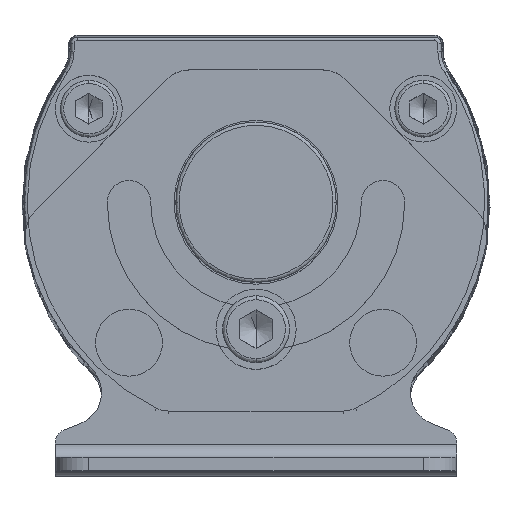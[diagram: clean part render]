
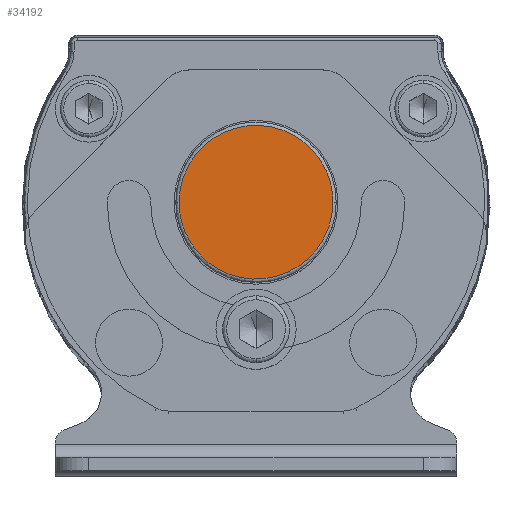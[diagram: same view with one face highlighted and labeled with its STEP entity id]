
A CAD part, top view. The second image highlights one B-rep face of the part: STEP entity #34192.
In plain terms, the highlighted planar face has unit normal (0, 0, 1).
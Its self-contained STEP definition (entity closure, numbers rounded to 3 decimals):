
#245 =( BOUNDED_CURVE ( )  B_SPLINE_CURVE ( 3, ( #11393, #8929, #21091, #23936 ),
 .UNSPECIFIED., .F., .T. ) 
 B_SPLINE_CURVE_WITH_KNOTS ( ( 4, 4 ),
 ( 0.5, 1. ),
 .UNSPECIFIED. ) 
 CURVE ( )  GEOMETRIC_REPRESENTATION_ITEM ( )  RATIONAL_B_SPLINE_CURVE ( ( 1., 0.333, 0.333, 1. ) ) 
 REPRESENTATION_ITEM ( '' )  );
#486 = CARTESIAN_POINT ( 'NONE',  ( -11.497, 40.202, 439.503 ) ) ;
#1858 = VERTEX_POINT ( 'NONE', #30979 ) ;
#3127 = CARTESIAN_POINT ( 'NONE',  ( -11.495, 17.202, 439.503 ) ) ;
#3679 = CARTESIAN_POINT ( 'NONE',  ( 11.503, 40.204, 439.503 ) ) ;
#3895 = AXIS2_PLACEMENT_3D ( 'NONE', #11439, #23233, #16960 ) ;
#8778 = FACE_OUTER_BOUND ( 'NONE', #21979, .T. ) ;
#8929 = CARTESIAN_POINT ( 'NONE',  ( -11.499, 63.202, 439.503 ) ) ;
#11393 = CARTESIAN_POINT ( 'NONE',  ( -11.497, 40.202, 439.503 ) ) ;
#11439 = CARTESIAN_POINT ( 'NONE',  ( -10.997, 29.201, 439.503 ) ) ;
#11550 = CARTESIAN_POINT ( 'NONE',  ( 11.503, 40.204, 439.503 ) ) ;
#13407 = ORIENTED_EDGE ( 'NONE', *, *, #34605, .F. ) ;
#13895 = VERTEX_POINT ( 'NONE', #11550 ) ;
#16960 = DIRECTION ( 'NONE',  ( -1., 0., 0. ) ) ;
#20194 = EDGE_CURVE ( 'NONE', #13895, #1858, #37065, .T. ) ;
#21091 = CARTESIAN_POINT ( 'NONE',  ( 11.501, 63.204, 439.503 ) ) ;
#21366 = CARTESIAN_POINT ( 'NONE',  ( 11.505, 17.204, 439.503 ) ) ;
#21979 = EDGE_LOOP ( 'NONE', ( #13407, #36296 ) ) ;
#23233 = DIRECTION ( 'NONE',  ( 0., 0., -1. ) ) ;
#23936 = CARTESIAN_POINT ( 'NONE',  ( 11.503, 40.204, 439.503 ) ) ;
#30979 = CARTESIAN_POINT ( 'NONE',  ( -11.497, 40.202, 439.503 ) ) ;
#31410 = PLANE ( 'NONE',  #3895 ) ;
#34192 = ADVANCED_FACE ( 'NONE', ( #8778 ), #31410, .F. ) ;
#34605 = EDGE_CURVE ( 'NONE', #1858, #13895, #245, .T. ) ;
#36296 = ORIENTED_EDGE ( 'NONE', *, *, #20194, .F. ) ;
#37065 =( BOUNDED_CURVE ( )  B_SPLINE_CURVE ( 3, ( #3679, #21366, #3127, #486 ),
 .UNSPECIFIED., .F., .T. ) 
 B_SPLINE_CURVE_WITH_KNOTS ( ( 4, 4 ),
 ( 0., 0.5 ),
 .UNSPECIFIED. ) 
 CURVE ( )  GEOMETRIC_REPRESENTATION_ITEM ( )  RATIONAL_B_SPLINE_CURVE ( ( 1., 0.333, 0.333, 1. ) ) 
 REPRESENTATION_ITEM ( '' )  );
